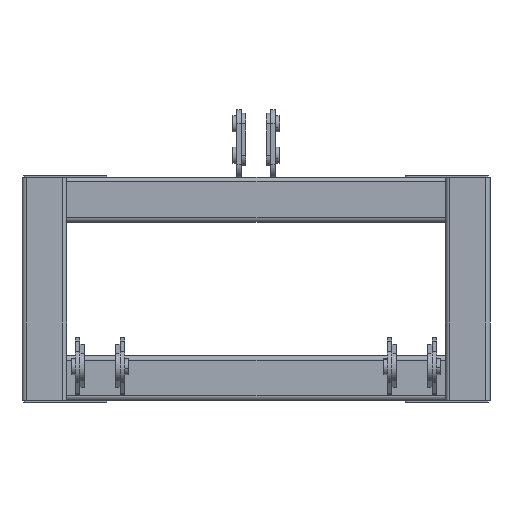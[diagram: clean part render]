
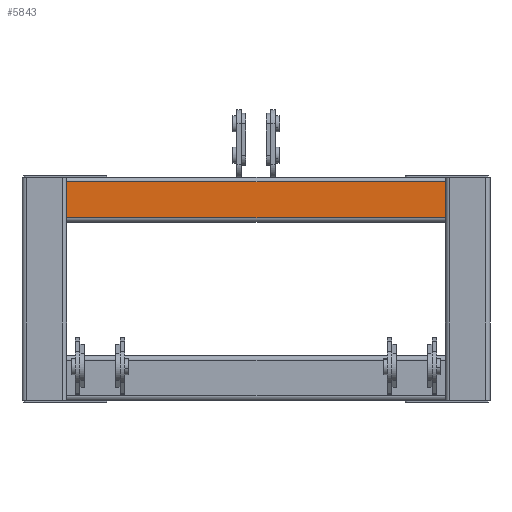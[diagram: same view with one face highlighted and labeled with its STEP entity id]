
A CAD part, front view. The second image highlights one B-rep face of the part: STEP entity #5843.
In plain terms, the highlighted free-form (B-spline) face has degree [1, 1] with [2, 2] control points.
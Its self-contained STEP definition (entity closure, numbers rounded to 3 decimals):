
#5816 = VERTEX_POINT('',#5817);
#5817 = CARTESIAN_POINT('',(-339.129,-574.66,
    328.728));
#5823 = EDGE_CURVE('',#5824,#5816,#5826,.T.);
#5824 = VERTEX_POINT('',#5825);
#5825 = CARTESIAN_POINT('',(377.329,-574.66,
    328.728));
#5826 = B_SPLINE_CURVE_WITH_KNOTS('',1,(#5827,#5828),.UNSPECIFIED.,.F.,
  .F.,(2,2),(-0.,850.),.PIECEWISE_BEZIER_KNOTS.);
#5827 = CARTESIAN_POINT('',(377.329,-574.66,
    328.728));
#5828 = CARTESIAN_POINT('',(-339.129,-574.66,
    328.728));
#5843 = ADVANCED_FACE('',(#5844),#5866,.F.);
#5844 = FACE_BOUND('',#5845,.T.);
#5845 = EDGE_LOOP('',(#5846,#5853,#5860,#5865));
#5846 = ORIENTED_EDGE('',*,*,#5847,.T.);
#5847 = EDGE_CURVE('',#5816,#5848,#5850,.T.);
#5848 = VERTEX_POINT('',#5849);
#5849 = CARTESIAN_POINT('',(-339.129,-574.66,
    261.296));
#5850 = B_SPLINE_CURVE_WITH_KNOTS('',1,(#5851,#5852),.UNSPECIFIED.,.F.,
  .F.,(2,2),(-80.,0.),.PIECEWISE_BEZIER_KNOTS.);
#5851 = CARTESIAN_POINT('',(-339.129,-574.66,
    328.728));
#5852 = CARTESIAN_POINT('',(-339.129,-574.66,
    261.296));
#5853 = ORIENTED_EDGE('',*,*,#5854,.F.);
#5854 = EDGE_CURVE('',#5855,#5848,#5857,.T.);
#5855 = VERTEX_POINT('',#5856);
#5856 = CARTESIAN_POINT('',(377.329,-574.66,
    261.296));
#5857 = B_SPLINE_CURVE_WITH_KNOTS('',1,(#5858,#5859),.UNSPECIFIED.,.F.,
  .F.,(2,2),(-0.,850.),.PIECEWISE_BEZIER_KNOTS.);
#5858 = CARTESIAN_POINT('',(377.329,-574.66,
    261.296));
#5859 = CARTESIAN_POINT('',(-339.129,-574.66,
    261.296));
#5860 = ORIENTED_EDGE('',*,*,#5861,.F.);
#5861 = EDGE_CURVE('',#5824,#5855,#5862,.T.);
#5862 = B_SPLINE_CURVE_WITH_KNOTS('',1,(#5863,#5864),.UNSPECIFIED.,.F.,
  .F.,(2,2),(-80.,0.),.PIECEWISE_BEZIER_KNOTS.);
#5863 = CARTESIAN_POINT('',(377.329,-574.66,
    328.728));
#5864 = CARTESIAN_POINT('',(377.329,-574.66,
    261.296));
#5865 = ORIENTED_EDGE('',*,*,#5823,.T.);
#5866 = B_SPLINE_SURFACE_WITH_KNOTS('',1,1,(
    (#5867,#5868)
    ,(#5869,#5870
    )),.UNSPECIFIED.,.F.,.F.,.F.,(2,2),(2,2),(0.,80.),(
    -850.,0.),.PIECEWISE_BEZIER_KNOTS.);
#5867 = CARTESIAN_POINT('',(-339.129,-574.66,
    261.296));
#5868 = CARTESIAN_POINT('',(377.329,-574.66,
    261.296));
#5869 = CARTESIAN_POINT('',(-339.129,-574.66,
    328.728));
#5870 = CARTESIAN_POINT('',(377.329,-574.66,
    328.728));
